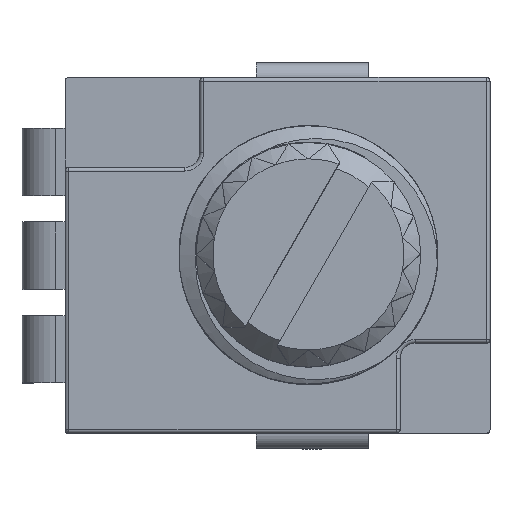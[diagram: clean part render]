
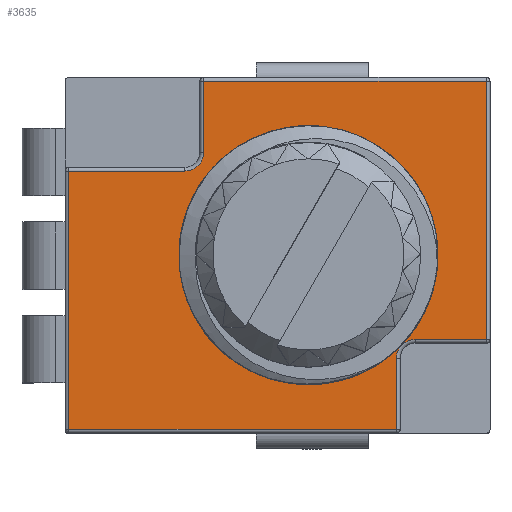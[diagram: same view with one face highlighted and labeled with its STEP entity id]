
A CAD part, top view. The second image highlights one B-rep face of the part: STEP entity #3635.
In plain terms, the highlighted planar face has unit normal (0, 0, 1).
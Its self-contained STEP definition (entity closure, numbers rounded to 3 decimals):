
#173=PLANE('',#3901);
#310=FACE_OUTER_BOUND('',#534,.T.);
#534=EDGE_LOOP('',(#2505,#2506,#2507,#2508,#2509,#2510,#2511,#2512,#2513,
#2514));
#761=LINE('',#5320,#1079);
#762=LINE('',#5331,#1080);
#766=LINE('',#5347,#1084);
#768=LINE('',#5353,#1086);
#769=LINE('',#5355,#1087);
#770=LINE('',#5357,#1088);
#771=LINE('',#5361,#1089);
#772=LINE('',#5362,#1090);
#1079=VECTOR('',#4288,10.);
#1080=VECTOR('',#4301,10.);
#1084=VECTOR('',#4321,10.);
#1086=VECTOR('',#4327,10.);
#1087=VECTOR('',#4328,10.);
#1088=VECTOR('',#4329,10.);
#1089=VECTOR('',#4332,10.);
#1090=VECTOR('',#4333,10.);
#1391=CIRCLE('',#3888,0.5);
#1399=CIRCLE('',#3902,0.5);
#1533=VERTEX_POINT('',#5314);
#1535=VERTEX_POINT('',#5318);
#1537=VERTEX_POINT('',#5323);
#1539=VERTEX_POINT('',#5329);
#1543=VERTEX_POINT('',#5346);
#1545=VERTEX_POINT('',#5352);
#1546=VERTEX_POINT('',#5354);
#1547=VERTEX_POINT('',#5356);
#1548=VERTEX_POINT('',#5358);
#1549=VERTEX_POINT('',#5360);
#1898=EDGE_CURVE('',#1535,#1533,#761,.T.);
#1900=EDGE_CURVE('',#1537,#1535,#1391,.T.);
#1903=EDGE_CURVE('',#1539,#1537,#762,.T.);
#1911=EDGE_CURVE('',#1533,#1543,#766,.T.);
#1914=EDGE_CURVE('',#1545,#1539,#768,.T.);
#1915=EDGE_CURVE('',#1546,#1545,#769,.T.);
#1916=EDGE_CURVE('',#1547,#1546,#770,.T.);
#1917=EDGE_CURVE('',#1548,#1547,#1399,.T.);
#1918=EDGE_CURVE('',#1549,#1548,#771,.T.);
#1919=EDGE_CURVE('',#1543,#1549,#772,.T.);
#2505=ORIENTED_EDGE('',*,*,#1898,.F.);
#2506=ORIENTED_EDGE('',*,*,#1900,.F.);
#2507=ORIENTED_EDGE('',*,*,#1903,.F.);
#2508=ORIENTED_EDGE('',*,*,#1914,.F.);
#2509=ORIENTED_EDGE('',*,*,#1915,.F.);
#2510=ORIENTED_EDGE('',*,*,#1916,.F.);
#2511=ORIENTED_EDGE('',*,*,#1917,.F.);
#2512=ORIENTED_EDGE('',*,*,#1918,.F.);
#2513=ORIENTED_EDGE('',*,*,#1919,.F.);
#2514=ORIENTED_EDGE('',*,*,#1911,.F.);
#3635=ADVANCED_FACE('',(#310),#173,.T.);
#3888=AXIS2_PLACEMENT_3D('',#5325,#4293,#4294);
#3901=AXIS2_PLACEMENT_3D('',#5351,#4325,#4326);
#3902=AXIS2_PLACEMENT_3D('',#5359,#4330,#4331);
#4288=DIRECTION('',(0.,-1.,0.));
#4293=DIRECTION('center_axis',(0.,0.,1.));
#4294=DIRECTION('ref_axis',(-0.707,0.707,0.));
#4301=DIRECTION('',(-1.,0.,0.));
#4321=DIRECTION('',(-1.,0.,0.));
#4325=DIRECTION('center_axis',(0.,0.,1.));
#4326=DIRECTION('ref_axis',(1.,0.,0.));
#4327=DIRECTION('',(0.,-1.,0.));
#4328=DIRECTION('',(1.,0.,0.));
#4329=DIRECTION('',(0.,1.,0.));
#4330=DIRECTION('center_axis',(0.,0.,1.));
#4331=DIRECTION('ref_axis',(0.707,-0.707,0.));
#4332=DIRECTION('',(1.,0.,0.));
#4333=DIRECTION('',(0.,1.,0.));
#5314=CARTESIAN_POINT('',(9.85,-7.15,10.));
#5318=CARTESIAN_POINT('',(9.85,-5.25,10.));
#5320=CARTESIAN_POINT('',(9.85,-4.875,10.));
#5323=CARTESIAN_POINT('',(10.35,-4.75,10.));
#5325=CARTESIAN_POINT('Origin',(10.35,-5.25,10.));
#5329=CARTESIAN_POINT('',(12.25,-4.75,10.));
#5331=CARTESIAN_POINT('',(8.313,-4.75,10.));
#5346=CARTESIAN_POINT('',(1.1,-7.15,10.));
#5347=CARTESIAN_POINT('',(3.838,-7.15,10.));
#5351=CARTESIAN_POINT('Origin',(6.675,-2.5,10.));
#5352=CARTESIAN_POINT('',(12.25,2.15,10.));
#5353=CARTESIAN_POINT('',(12.25,-4.875,10.));
#5354=CARTESIAN_POINT('',(4.7,2.15,10.));
#5355=CARTESIAN_POINT('',(9.513,2.15,10.));
#5356=CARTESIAN_POINT('',(4.7,0.25,10.));
#5357=CARTESIAN_POINT('',(4.7,-0.125,10.));
#5358=CARTESIAN_POINT('',(4.2,-0.25,10.));
#5359=CARTESIAN_POINT('Origin',(4.2,0.25,10.));
#5360=CARTESIAN_POINT('',(1.1,-0.25,10.));
#5361=CARTESIAN_POINT('',(5.638,-0.25,10.));
#5362=CARTESIAN_POINT('',(1.1,-0.125,10.));
